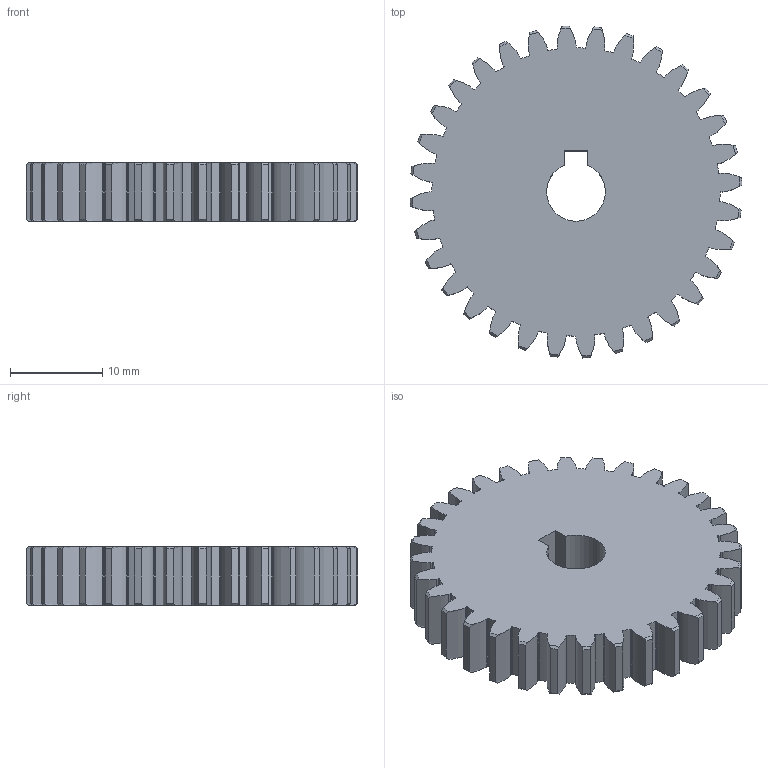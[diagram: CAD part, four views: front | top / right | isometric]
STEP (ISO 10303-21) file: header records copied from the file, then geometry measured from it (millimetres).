
FILE_DESCRIPTION (( 'STEP AP214' ), '1' );
FILE_NAME ('24dp-20pa-32t spur gear.STEP', '2021-08-15T12:18:09', ( '' ), ( '' ), 'SwSTEP 2.0', 'SolidWorks 2019', '' );
FILE_SCHEMA (( 'AUTOMOTIVE_DESIGN' ));
Length unit declared in the file: inch
Products named in the file (1): 24dp-20pa-32t spur gear
Bounding box: 35.95 x 35.95 x 6.35 mm (x, y, z)
Volume: 5427.2 mm3; surface area: 3229.2 mm2
Topology: 1 solids, 1 shells, 343 faces, 1023 edges, 682 vertices
Faces by surface type: cylinder 146, plane 69, cone 64, bspline 64
Entity records: 16413 total; most frequent: CARTESIAN_POINT 7489, ORIENTED_EDGE 2046, DIRECTION 1683, EDGE_CURVE 1023, VERTEX_POINT 682, AXIS2_PLACEMENT_3D 636, VECTOR 411, LINE 411
